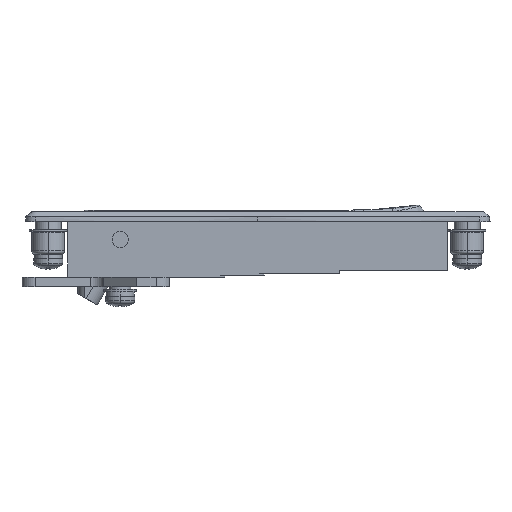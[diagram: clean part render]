
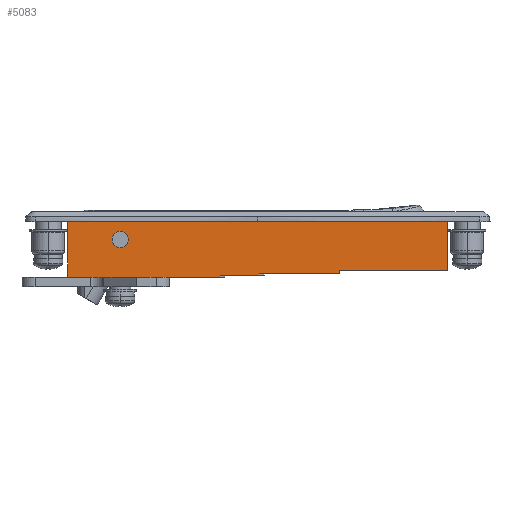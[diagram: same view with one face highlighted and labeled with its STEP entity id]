
A CAD part, left-side view. The second image highlights one B-rep face of the part: STEP entity #5083.
In plain terms, the highlighted planar face has unit normal (-1, 0, 0).
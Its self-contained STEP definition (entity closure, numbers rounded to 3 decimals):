
#9 = EDGE_CURVE ( 'NONE', #14059, #2507, #4620, .T. ) ;
#453 = VECTOR ( 'NONE', #10315, 1000. ) ;
#475 = EDGE_CURVE ( 'NONE', #7512, #2677, #9344, .T. ) ;
#520 = EDGE_CURVE ( 'NONE', #8296, #1178, #6367, .T. ) ;
#817 = VERTEX_POINT ( 'NONE', #11975 ) ;
#1083 = EDGE_CURVE ( 'NONE', #10870, #8296, #8000, .T. ) ;
#1178 = VERTEX_POINT ( 'NONE', #3428 ) ;
#1436 = CARTESIAN_POINT ( 'NONE',  ( -13., 0., 0. ) ) ;
#1502 = CARTESIAN_POINT ( 'NONE',  ( -13., -100., -9.5 ) ) ;
#1807 = VECTOR ( 'NONE', #7184, 1000. ) ;
#1914 = DIRECTION ( 'NONE',  ( -1., 0., 0. ) ) ;
#2089 = DIRECTION ( 'NONE',  ( 0., 1., 0. ) ) ;
#2157 = LINE ( 'NONE', #10515, #1807 ) ;
#2196 = ORIENTED_EDGE ( 'NONE', *, *, #4096, .F. ) ;
#2453 = DIRECTION ( 'NONE',  ( -1., 0., 0. ) ) ;
#2507 = VERTEX_POINT ( 'NONE', #8202 ) ;
#2677 = VERTEX_POINT ( 'NONE', #14022 ) ;
#2791 = CARTESIAN_POINT ( 'NONE',  ( -13., -100., 5.5 ) ) ;
#2802 = AXIS2_PLACEMENT_3D ( 'NONE', #13155, #1914, #7482 ) ;
#3008 = EDGE_CURVE ( 'NONE', #817, #14059, #10275, .T. ) ;
#3372 = ORIENTED_EDGE ( 'NONE', *, *, #10534, .F. ) ;
#3428 = CARTESIAN_POINT ( 'NONE',  ( -13., -42.5, -10.5 ) ) ;
#4096 = EDGE_CURVE ( 'NONE', #9123, #5734, #4127, .T. ) ;
#4127 = LINE ( 'NONE', #5906, #453 ) ;
#4140 = ORIENTED_EDGE ( 'NONE', *, *, #13076, .F. ) ;
#4155 = VERTEX_POINT ( 'NONE', #2791 ) ;
#4333 = VECTOR ( 'NONE', #2089, 1000. ) ;
#4351 = DIRECTION ( 'NONE',  ( 0., 1., 0. ) ) ;
#4450 = EDGE_CURVE ( 'NONE', #9123, #1178, #6557, .T. ) ;
#4475 = VERTEX_POINT ( 'NONE', #1502 ) ;
#4580 = ORIENTED_EDGE ( 'NONE', *, *, #6494, .T. ) ;
#4620 = LINE ( 'NONE', #12562, #9175 ) ;
#5083 = ADVANCED_FACE ( 'NONE', ( #9874, #5317 ), #9550, .F. ) ;
#5317 = FACE_OUTER_BOUND ( 'NONE', #11968, .T. ) ;
#5389 = CARTESIAN_POINT ( 'NONE',  ( -13., -30.5, -11. ) ) ;
#5472 = DIRECTION ( 'NONE',  ( 0., 0., 1. ) ) ;
#5628 = ORIENTED_EDGE ( 'NONE', *, *, #1083, .F. ) ;
#5734 = VERTEX_POINT ( 'NONE', #7711 ) ;
#5788 = CARTESIAN_POINT ( 'NONE',  ( -13., -67., -9.5 ) ) ;
#5840 = DIRECTION ( 'NONE',  ( 0., 0., 1. ) ) ;
#5843 = VECTOR ( 'NONE', #5933, 1000. ) ;
#5906 = CARTESIAN_POINT ( 'NONE',  ( -13., 16., -11. ) ) ;
#5933 = DIRECTION ( 'NONE',  ( 0., 0., 1. ) ) ;
#6361 = EDGE_LOOP ( 'NONE', ( #8499, #10056 ) ) ;
#6367 = LINE ( 'NONE', #10527, #10934 ) ;
#6494 = EDGE_CURVE ( 'NONE', #817, #5734, #10351, .T. ) ;
#6557 = LINE ( 'NONE', #9459, #5843 ) ;
#6576 = CARTESIAN_POINT ( 'NONE',  ( -13., 0., 2.5 ) ) ;
#6698 = DIRECTION ( 'NONE',  ( 0., 0., -1. ) ) ;
#6846 = VECTOR ( 'NONE', #5472, 1000. ) ;
#6925 = EDGE_CURVE ( 'NONE', #2677, #7512, #8041, .T. ) ;
#7053 = ORIENTED_EDGE ( 'NONE', *, *, #9, .F. ) ;
#7184 = DIRECTION ( 'NONE',  ( 0., 0., -1. ) ) ;
#7296 = DIRECTION ( 'NONE',  ( 0., 1., 0. ) ) ;
#7318 = EDGE_CURVE ( 'NONE', #2507, #4155, #13148, .T. ) ;
#7482 = DIRECTION ( 'NONE',  ( 0., 0., 1. ) ) ;
#7512 = VERTEX_POINT ( 'NONE', #6576 ) ;
#7545 = CARTESIAN_POINT ( 'NONE',  ( -13., 16., 5.5 ) ) ;
#7711 = CARTESIAN_POINT ( 'NONE',  ( -13., -30.5, -11. ) ) ;
#7716 = ORIENTED_EDGE ( 'NONE', *, *, #7318, .F. ) ;
#8000 = LINE ( 'NONE', #10920, #12222 ) ;
#8041 = CIRCLE ( 'NONE', #2802, 2.5 ) ;
#8202 = CARTESIAN_POINT ( 'NONE',  ( -13., 16., 5.5 ) ) ;
#8296 = VERTEX_POINT ( 'NONE', #13300 ) ;
#8499 = ORIENTED_EDGE ( 'NONE', *, *, #475, .F. ) ;
#9108 = CARTESIAN_POINT ( 'NONE',  ( -13., 16., -11.5 ) ) ;
#9123 = VERTEX_POINT ( 'NONE', #11892 ) ;
#9175 = VECTOR ( 'NONE', #5840, 1000. ) ;
#9256 = DIRECTION ( 'NONE',  ( 0., 0., 1. ) ) ;
#9344 = CIRCLE ( 'NONE', #13416, 2.5 ) ;
#9368 = ORIENTED_EDGE ( 'NONE', *, *, #520, .F. ) ;
#9459 = CARTESIAN_POINT ( 'NONE',  ( -13., -42.5, 0. ) ) ;
#9550 = PLANE ( 'NONE',  #13280 ) ;
#9787 = CARTESIAN_POINT ( 'NONE',  ( -13., -67., -9.5 ) ) ;
#9874 = FACE_BOUND ( 'NONE', #6361, .T. ) ;
#10056 = ORIENTED_EDGE ( 'NONE', *, *, #6925, .F. ) ;
#10275 = LINE ( 'NONE', #12171, #4333 ) ;
#10315 = DIRECTION ( 'NONE',  ( 0., 1., 0. ) ) ;
#10351 = LINE ( 'NONE', #5389, #6846 ) ;
#10515 = CARTESIAN_POINT ( 'NONE',  ( -13., -100., 5.5 ) ) ;
#10527 = CARTESIAN_POINT ( 'NONE',  ( -13., -44., -10.5 ) ) ;
#10534 = EDGE_CURVE ( 'NONE', #4475, #10870, #11119, .T. ) ;
#10607 = VECTOR ( 'NONE', #4351, 1000. ) ;
#10870 = VERTEX_POINT ( 'NONE', #5788 ) ;
#10920 = CARTESIAN_POINT ( 'NONE',  ( -13., -67., -10.5 ) ) ;
#10934 = VECTOR ( 'NONE', #7296, 1000. ) ;
#11119 = LINE ( 'NONE', #9787, #10607 ) ;
#11700 = CARTESIAN_POINT ( 'NONE',  ( -13., 0., 0. ) ) ;
#11740 = DIRECTION ( 'NONE',  ( 1., 0., 0. ) ) ;
#11800 = DIRECTION ( 'NONE',  ( 0., 0., -1. ) ) ;
#11892 = CARTESIAN_POINT ( 'NONE',  ( -13., -42.5, -11. ) ) ;
#11968 = EDGE_LOOP ( 'NONE', ( #2196, #13113, #9368, #5628, #3372, #4140, #7716, #7053, #12465, #4580 ) ) ;
#11975 = CARTESIAN_POINT ( 'NONE',  ( -13., -30.5, -11.5 ) ) ;
#12171 = CARTESIAN_POINT ( 'NONE',  ( -13., 16., -11.5 ) ) ;
#12222 = VECTOR ( 'NONE', #6698, 1000. ) ;
#12447 = VECTOR ( 'NONE', #13095, 1000. ) ;
#12465 = ORIENTED_EDGE ( 'NONE', *, *, #3008, .F. ) ;
#12562 = CARTESIAN_POINT ( 'NONE',  ( -13., 16., 5.5 ) ) ;
#13076 = EDGE_CURVE ( 'NONE', #4155, #4475, #2157, .T. ) ;
#13095 = DIRECTION ( 'NONE',  ( 0., -1., 0. ) ) ;
#13113 = ORIENTED_EDGE ( 'NONE', *, *, #4450, .T. ) ;
#13148 = LINE ( 'NONE', #7545, #12447 ) ;
#13155 = CARTESIAN_POINT ( 'NONE',  ( -13., 0., 0. ) ) ;
#13280 = AXIS2_PLACEMENT_3D ( 'NONE', #11700, #11740, #11800 ) ;
#13300 = CARTESIAN_POINT ( 'NONE',  ( -13., -67., -10.5 ) ) ;
#13416 = AXIS2_PLACEMENT_3D ( 'NONE', #1436, #2453, #9256 ) ;
#14022 = CARTESIAN_POINT ( 'NONE',  ( -13., 0., -2.5 ) ) ;
#14059 = VERTEX_POINT ( 'NONE', #9108 ) ;
